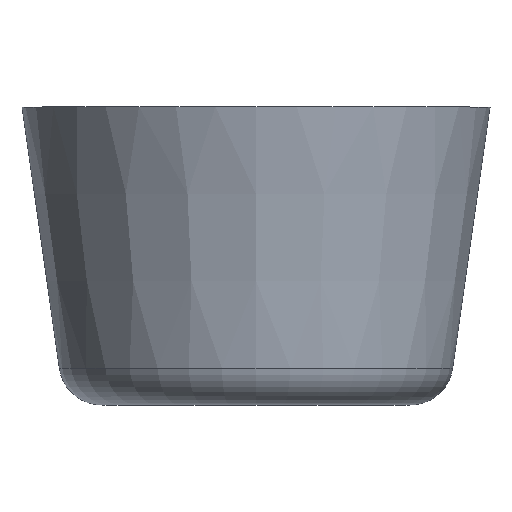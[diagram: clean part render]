
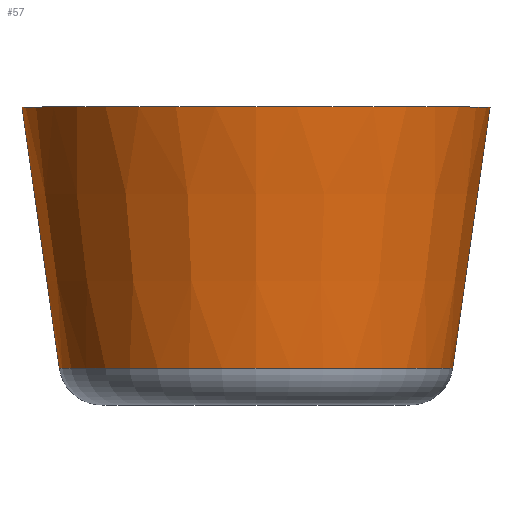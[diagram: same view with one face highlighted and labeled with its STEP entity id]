
A CAD part, top view. The second image highlights one B-rep face of the part: STEP entity #57.
In plain terms, the highlighted conical face has half-angle 8.13 degrees and reference radius 5 mm.
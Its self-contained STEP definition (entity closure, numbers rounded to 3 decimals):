
#17=LINE('',#116,#18);
#18=VECTOR('',#99,5.);
#19=CONICAL_SURFACE('',#79,5.,0.142);
#21=FACE_OUTER_BOUND('',#25,.T.);
#25=EDGE_LOOP('',(#48,#49,#50,#51,#52));
#28=CIRCLE('',#75,4.623);
#31=CIRCLE('',#78,4.623);
#32=CIRCLE('',#80,5.5);
#33=VERTEX_POINT('',#106);
#34=VERTEX_POINT('',#107);
#36=VERTEX_POINT('',#114);
#37=EDGE_CURVE('',#33,#34,#28,.T.);
#40=EDGE_CURVE('',#34,#33,#31,.T.);
#41=EDGE_CURVE('',#36,#36,#32,.T.);
#42=EDGE_CURVE('',#36,#33,#17,.T.);
#48=ORIENTED_EDGE('',*,*,#41,.F.);
#49=ORIENTED_EDGE('',*,*,#42,.T.);
#50=ORIENTED_EDGE('',*,*,#40,.F.);
#51=ORIENTED_EDGE('',*,*,#37,.F.);
#52=ORIENTED_EDGE('',*,*,#42,.F.);
#57=ADVANCED_FACE('',(#21),#19,.T.);
#75=AXIS2_PLACEMENT_3D('',#108,#87,#88);
#78=AXIS2_PLACEMENT_3D('',#112,#93,#94);
#79=AXIS2_PLACEMENT_3D('',#113,#95,#96);
#80=AXIS2_PLACEMENT_3D('',#115,#97,#98);
#87=DIRECTION('center_axis',(0.,-1.,0.));
#88=DIRECTION('ref_axis',(1.,0.,0.));
#93=DIRECTION('center_axis',(0.,-1.,0.));
#94=DIRECTION('ref_axis',(1.,0.,0.));
#95=DIRECTION('center_axis',(0.,1.,0.));
#96=DIRECTION('ref_axis',(1.,0.,0.));
#97=DIRECTION('center_axis',(0.,1.,0.));
#98=DIRECTION('ref_axis',(1.,0.,0.));
#99=DIRECTION('',(0.141,-0.99,0.));
#106=CARTESIAN_POINT('',(-4.623,0.859,0.));
#107=CARTESIAN_POINT('',(0.,0.859,-4.623));
#108=CARTESIAN_POINT('Origin',(0.,0.859,0.));
#112=CARTESIAN_POINT('Origin',(0.,0.859,0.));
#113=CARTESIAN_POINT('Origin',(0.,3.5,0.));
#114=CARTESIAN_POINT('',(-5.5,7.,0.));
#115=CARTESIAN_POINT('Origin',(0.,7.,0.));
#116=CARTESIAN_POINT('',(-5.,3.5,0.));
